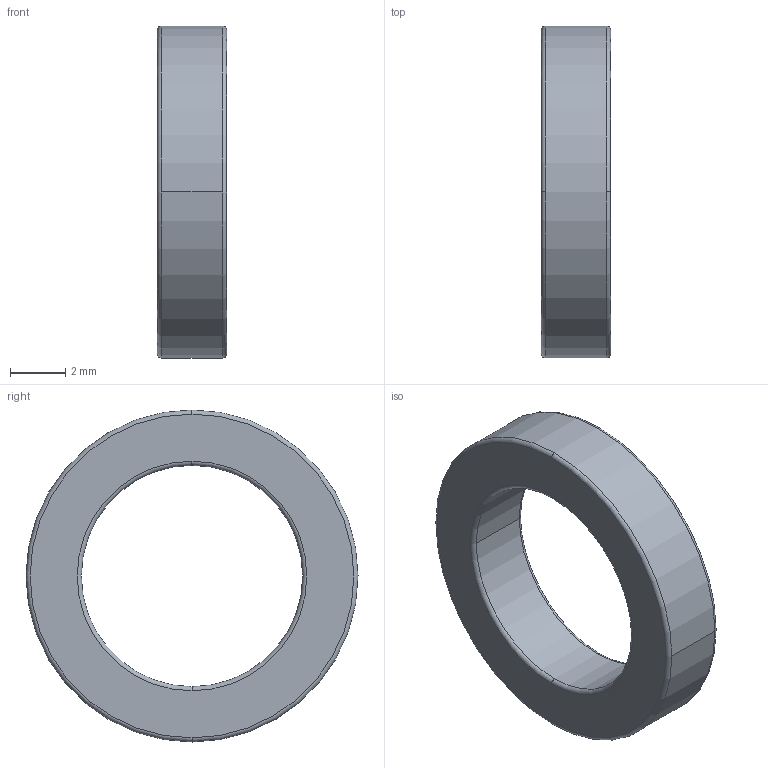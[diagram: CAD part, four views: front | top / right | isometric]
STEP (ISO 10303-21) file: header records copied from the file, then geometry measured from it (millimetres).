
FILE_DESCRIPTION(('STEP AP242'),'1');
FILE_NAME('bearing_mr128_0.stp','2021-04-30T21:16:52',('TraceParts'),('TraceParts S.A.'),'Spatial InterOp 3D',' ',' ');
FILE_SCHEMA(('AP242_MANAGED_MODEL_BASED_3D_ENGINEERING_MIM_LF {1 0 10303 442 1 1 4}'));
Length unit declared in the file: millimetre
Products named in the file (1): bearing_mr128_0
Bounding box: 2.5 x 12 x 12 mm (x, y, z)
Volume: 147.6 mm3; surface area: 414.7 mm2
Topology: 1 solids, 2 shells, 32 faces, 76 edges, 52 vertices
Faces by surface type: cylinder 16, torus 8, plane 8
Entity records: 993 total; most frequent: DIRECTION 202, CARTESIAN_POINT 161, ORIENTED_EDGE 152, AXIS2_PLACEMENT_3D 93, EDGE_CURVE 76, CIRCLE 60, VERTEX_POINT 52, EDGE_LOOP 40
